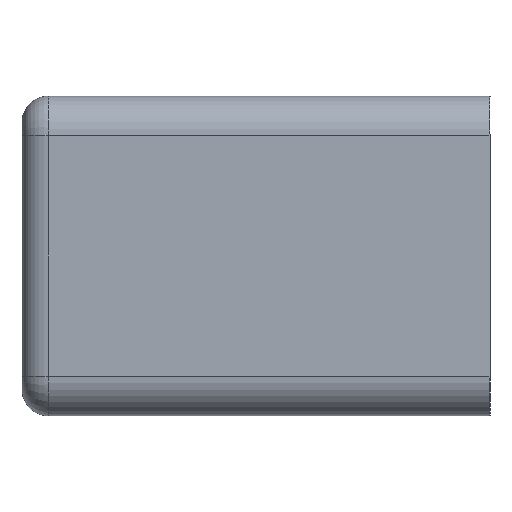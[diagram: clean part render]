
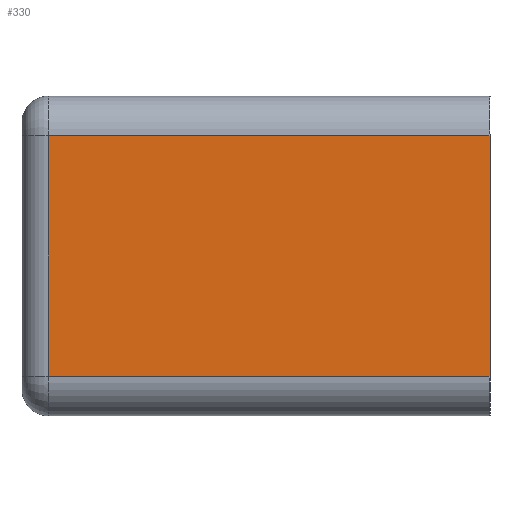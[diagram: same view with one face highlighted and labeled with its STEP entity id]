
A CAD part, left-side view. The second image highlights one B-rep face of the part: STEP entity #330.
In plain terms, the highlighted planar face has unit normal (-1, 0, 0).
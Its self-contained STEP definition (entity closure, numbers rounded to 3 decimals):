
#7 = LINE ( 'NONE', #73, #263 ) ;
#59 = VECTOR ( 'NONE', #244, 1000. ) ;
#73 = CARTESIAN_POINT ( 'NONE',  ( -3.933, 35.4, 8.16 ) ) ;
#77 = DIRECTION ( 'NONE',  ( 0., 0., 1. ) ) ;
#87 = CARTESIAN_POINT ( 'NONE',  ( -3.933, 35.4, -10.04 ) ) ;
#108 = DIRECTION ( 'NONE',  ( 0., 0., -1. ) ) ;
#126 = VECTOR ( 'NONE', #77, 1000. ) ;
#140 = LINE ( 'NONE', #279, #59 ) ;
#154 = ORIENTED_EDGE ( 'NONE', *, *, #376, .F. ) ;
#169 = EDGE_LOOP ( 'NONE', ( #154, #245, #393, #399 ) ) ;
#198 = DIRECTION ( 'NONE',  ( 1., 0., 0. ) ) ;
#200 = CARTESIAN_POINT ( 'NONE',  ( -3.933, 0., -10.04 ) ) ;
#205 = CARTESIAN_POINT ( 'NONE',  ( -3.933, 33.4, -10.04 ) ) ;
#208 = VERTEX_POINT ( 'NONE', #434 ) ;
#240 = LINE ( 'NONE', #87, #407 ) ;
#241 = AXIS2_PLACEMENT_3D ( 'NONE', #312, #198, #108 ) ;
#244 = DIRECTION ( 'NONE',  ( 0., 0., -1. ) ) ;
#245 = ORIENTED_EDGE ( 'NONE', *, *, #426, .T. ) ;
#263 = VECTOR ( 'NONE', #365, 1000. ) ;
#275 = PLANE ( 'NONE',  #241 ) ;
#279 = CARTESIAN_POINT ( 'NONE',  ( -3.933, 33.4, -10.04 ) ) ;
#291 = CARTESIAN_POINT ( 'NONE',  ( -3.933, 33.4, 8.16 ) ) ;
#312 = CARTESIAN_POINT ( 'NONE',  ( -3.933, 35.4, -10.04 ) ) ;
#330 = ADVANCED_FACE ( 'NONE', ( #430 ), #275, .F. ) ;
#331 = DIRECTION ( 'NONE',  ( 0., -1., 0. ) ) ;
#365 = DIRECTION ( 'NONE',  ( 0., -1., 0. ) ) ;
#368 = EDGE_CURVE ( 'NONE', #383, #208, #416, .T. ) ;
#376 = EDGE_CURVE ( 'NONE', #531, #208, #7, .T. ) ;
#383 = VERTEX_POINT ( 'NONE', #528 ) ;
#388 = VERTEX_POINT ( 'NONE', #205 ) ;
#393 = ORIENTED_EDGE ( 'NONE', *, *, #527, .T. ) ;
#399 = ORIENTED_EDGE ( 'NONE', *, *, #368, .T. ) ;
#407 = VECTOR ( 'NONE', #331, 1000. ) ;
#416 = LINE ( 'NONE', #200, #126 ) ;
#426 = EDGE_CURVE ( 'NONE', #531, #388, #140, .T. ) ;
#430 = FACE_OUTER_BOUND ( 'NONE', #169, .T. ) ;
#434 = CARTESIAN_POINT ( 'NONE',  ( -3.933, 0., 8.16 ) ) ;
#527 = EDGE_CURVE ( 'NONE', #388, #383, #240, .T. ) ;
#528 = CARTESIAN_POINT ( 'NONE',  ( -3.933, 0., -10.04 ) ) ;
#531 = VERTEX_POINT ( 'NONE', #291 ) ;
